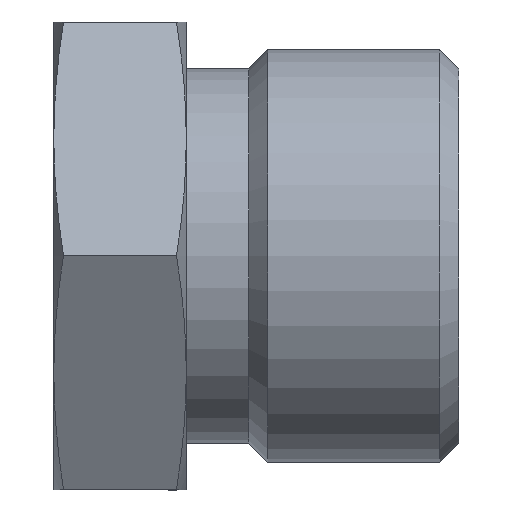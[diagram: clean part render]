
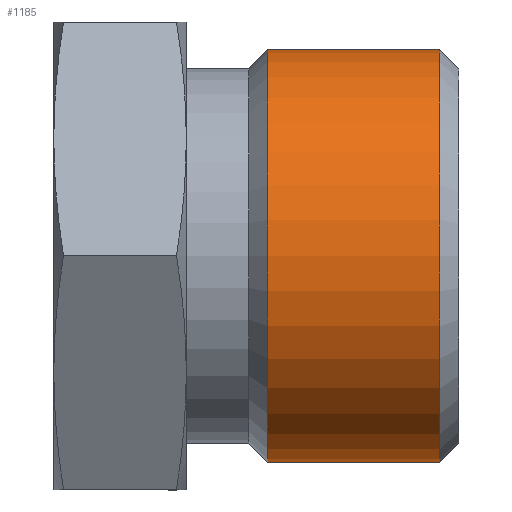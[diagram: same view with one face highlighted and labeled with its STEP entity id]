
A CAD part, top view. The second image highlights one B-rep face of the part: STEP entity #1185.
In plain terms, the highlighted cylindrical face has radius 13.22 mm (diameter 26.441 mm), a partial arc.
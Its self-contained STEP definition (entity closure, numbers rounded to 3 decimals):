
#37 = VERTEX_POINT ( 'NONE', #1982 ) ;
#209 = AXIS2_PLACEMENT_3D ( 'NONE', #2902, #8378, #6172 ) ;
#309 = CARTESIAN_POINT ( 'NONE',  ( 13.72, 0., 0. ) ) ;
#852 = EDGE_CURVE ( 'NONE', #10098, #1336, #10184, .T. ) ;
#1185 = ADVANCED_FACE ( 'NONE', ( #13046 ), #1301, .T. ) ;
#1301 = CYLINDRICAL_SURFACE ( 'NONE', #7937, 13.22 ) ;
#1336 = VERTEX_POINT ( 'NONE', #13457 ) ;
#1422 = DIRECTION ( 'NONE',  ( -1., 0., 0. ) ) ;
#1526 = ORIENTED_EDGE ( 'NONE', *, *, #852, .T. ) ;
#1652 = DIRECTION ( 'NONE',  ( 0., -1., 0. ) ) ;
#1825 = CARTESIAN_POINT ( 'NONE',  ( 24.78, 13.22, 0. ) ) ;
#1982 = CARTESIAN_POINT ( 'NONE',  ( 13.721, 13.221, 0. ) ) ;
#2466 = DIRECTION ( 'NONE',  ( 0., -1., 0. ) ) ;
#2902 = CARTESIAN_POINT ( 'NONE',  ( 24.779, 0., 0. ) ) ;
#3725 = ORIENTED_EDGE ( 'NONE', *, *, #13556, .F. ) ;
#3828 = CARTESIAN_POINT ( 'NONE',  ( 8.5, 0., 0. ) ) ;
#4392 = VERTEX_POINT ( 'NONE', #1825 ) ;
#4415 = CARTESIAN_POINT ( 'NONE',  ( 8.5, 13.22, 0. ) ) ;
#5224 = ORIENTED_EDGE ( 'NONE', *, *, #11258, .F. ) ;
#5598 = ORIENTED_EDGE ( 'NONE', *, *, #6124, .F. ) ;
#5968 = CIRCLE ( 'NONE', #13614, 13.22 ) ;
#6124 = EDGE_CURVE ( 'NONE', #4392, #1336, #12377, .T. ) ;
#6172 = DIRECTION ( 'NONE',  ( 0., -1., 0. ) ) ;
#6555 = EDGE_LOOP ( 'NONE', ( #3725, #5224, #1526, #5598 ) ) ;
#7345 = VECTOR ( 'NONE', #10714, 1000. ) ;
#7533 = VECTOR ( 'NONE', #7603, 1000. ) ;
#7603 = DIRECTION ( 'NONE',  ( 1., 0., 0. ) ) ;
#7937 = AXIS2_PLACEMENT_3D ( 'NONE', #3828, #12352, #1652 ) ;
#8097 = CARTESIAN_POINT ( 'NONE',  ( 13.72, -13.221, 0. ) ) ;
#8378 = DIRECTION ( 'NONE',  ( 1., 0., 0. ) ) ;
#8484 = CARTESIAN_POINT ( 'NONE',  ( 8.5, -13.221, 0. ) ) ;
#10098 = VERTEX_POINT ( 'NONE', #8097 ) ;
#10184 = LINE ( 'NONE', #8484, #7345 ) ;
#10714 = DIRECTION ( 'NONE',  ( 1., 0., 0. ) ) ;
#11258 = EDGE_CURVE ( 'NONE', #10098, #37, #5968, .T. ) ;
#12352 = DIRECTION ( 'NONE',  ( 1., 0., 0. ) ) ;
#12377 = CIRCLE ( 'NONE', #209, 13.22 ) ;
#12910 = LINE ( 'NONE', #4415, #7533 ) ;
#13046 = FACE_OUTER_BOUND ( 'NONE', #6555, .T. ) ;
#13457 = CARTESIAN_POINT ( 'NONE',  ( 24.779, -13.221, 0. ) ) ;
#13556 = EDGE_CURVE ( 'NONE', #37, #4392, #12910, .T. ) ;
#13614 = AXIS2_PLACEMENT_3D ( 'NONE', #309, #1422, #2466 ) ;
